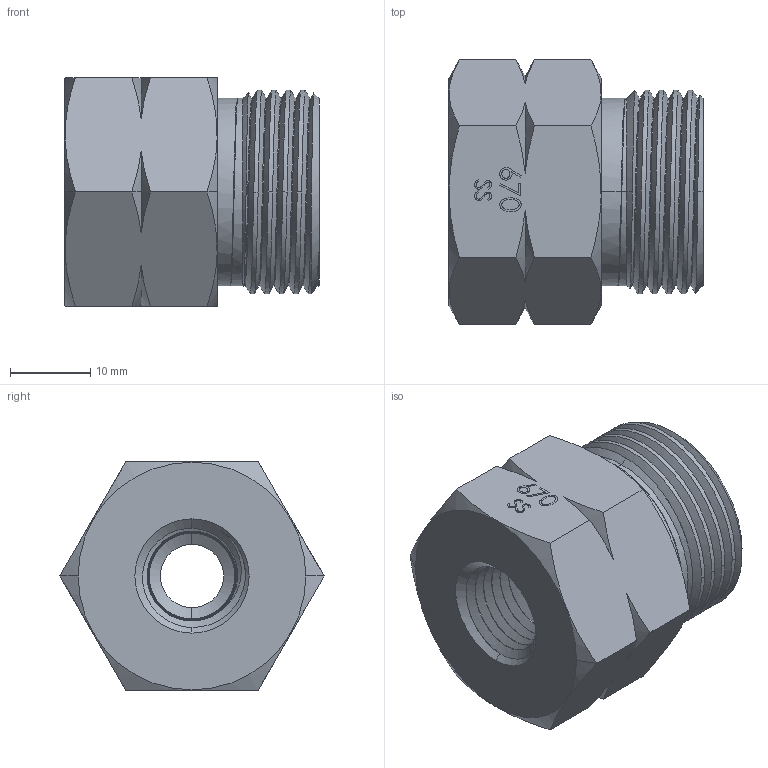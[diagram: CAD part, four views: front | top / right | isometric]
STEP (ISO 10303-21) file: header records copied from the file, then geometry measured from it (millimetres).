
FILE_DESCRIPTION (( 'STEP AP203' ), '1' );
FILE_NAME ('AD-670MSS-4FNPT.STEP', '2025-08-07T14:35:18', ( '' ), ( '' ), 'SwSTEP 2.0', 'SolidWorks 2018', '' );
FILE_SCHEMA (( 'CONFIG_CONTROL_DESIGN' ));
Length unit declared in the file: inch
Products named in the file (1): AD-670MSS-4FNPT
Bounding box: 31.75 x 33 x 28.57 mm (x, y, z)
Volume: 16074.3 mm3; surface area: 6020.8 mm2
Topology: 1 solids, 1 shells, 93 faces, 291 edges, 210 vertices
Faces by surface type: cone 46, cylinder 23, plane 18, bspline 6
Entity records: 11403 total; most frequent: CARTESIAN_POINT 8994, ORIENTED_EDGE 582, DIRECTION 344, EDGE_CURVE 291, VERTEX_POINT 210, B_SPLINE_CURVE_WITH_KNOTS 167, AXIS2_PLACEMENT_3D 132, EDGE_LOOP 105
